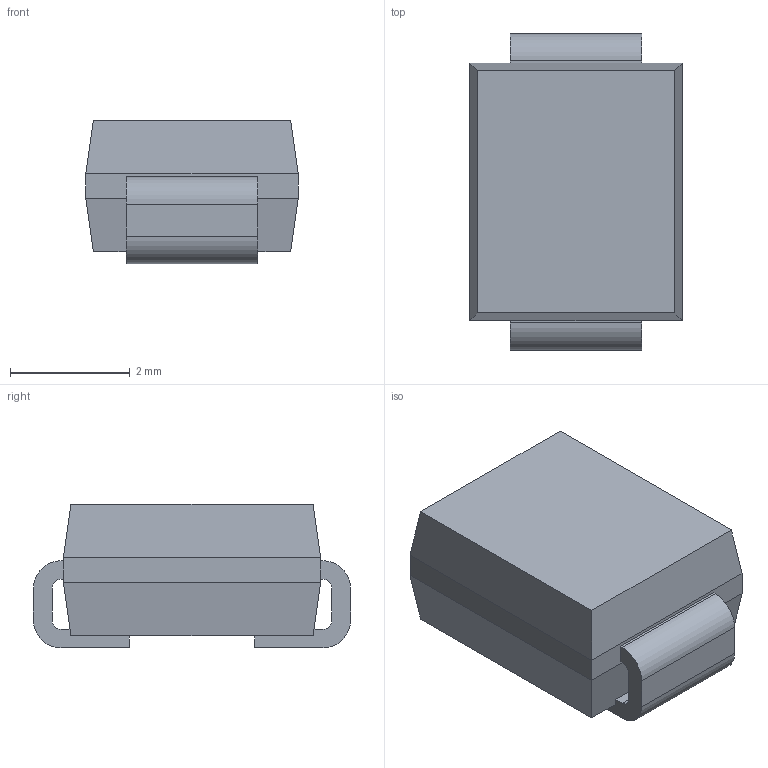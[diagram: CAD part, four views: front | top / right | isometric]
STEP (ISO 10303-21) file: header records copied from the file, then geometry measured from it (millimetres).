
FILE_DESCRIPTION(('Open CASCADE Model'),'2;1');
FILE_NAME('Open CASCADE Shape Model','2017-03-30T09:33:29',('Author'),( 'Open CASCADE'),'Open CASCADE STEP processor 6.7','Open CASCADE 6.7' ,'Unknown');
FILE_SCHEMA(('AUTOMOTIVE_DESIGN_CC2 { 1 2 10303 214 -1 1 5 4 }'));
Length unit declared in the file: millimetre
Products named in the file (1): Open CASCADE STEP translator 6.7 388
Bounding box: 3.55 x 5.3 x 2.4 mm (x, y, z)
Volume: 35 mm3; surface area: 77.4 mm2
Topology: 1 solids, 1 shells, 40 faces, 112 edges, 72 vertices
Faces by surface type: plane 32, cylinder 8
Entity records: 3753 total; most frequent: CARTESIAN_POINT 1265, DIRECTION 394, LINE 272, VECTOR 272, ORIENTED_EDGE 224, PCURVE 224, DEFINITIONAL_REPRESENTATION 224, EDGE_CURVE 112
